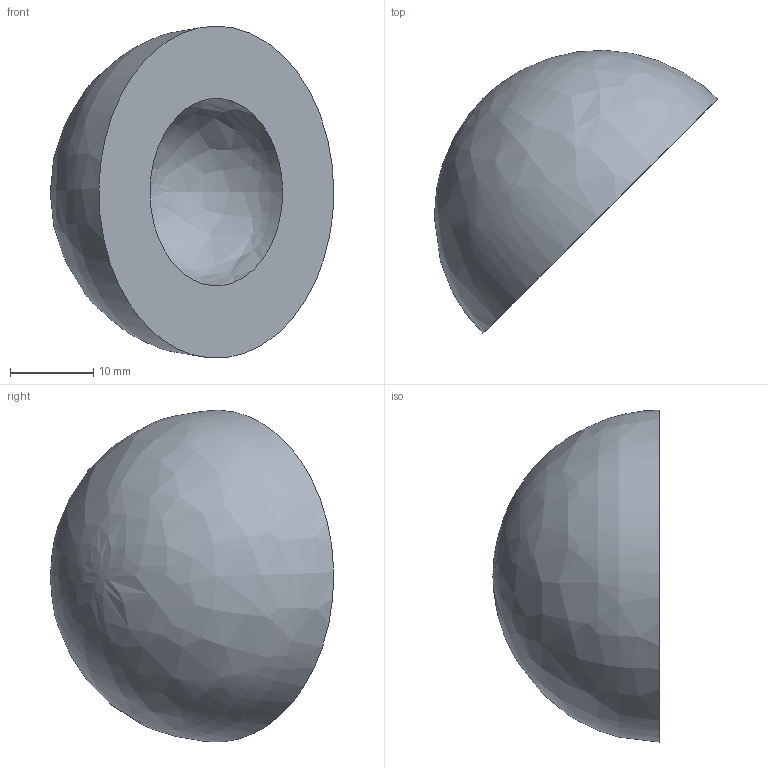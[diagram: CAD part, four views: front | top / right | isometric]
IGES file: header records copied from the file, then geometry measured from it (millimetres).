
Global section: file name: cup_nopenetration.igs; preprocessor: I-DEAS 3D IGES Translator 15; date: 20151102.131353; units: millimetre
Bounding box: 34.14 x 34.13 x 39.96 mm (x, y, z)
Volume: 13893.3 mm3; surface area: 4183.2 mm2
Topology: 1 solids, 1 shells, 3 faces, 6 edges, 4 vertices
Faces by surface type: bspline 3
